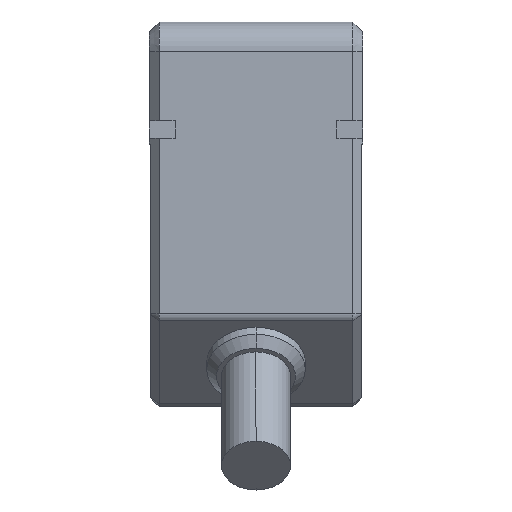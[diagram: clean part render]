
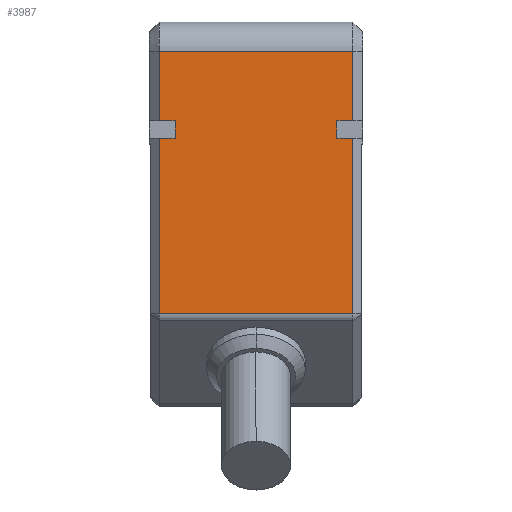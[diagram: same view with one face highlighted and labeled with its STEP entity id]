
A CAD part, front view. The second image highlights one B-rep face of the part: STEP entity #3987.
In plain terms, the highlighted planar face has unit normal (0, -1, 0).
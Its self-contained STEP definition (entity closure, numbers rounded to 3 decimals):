
#37 = EDGE_CURVE ( 'NONE', #7042, #547, #354, .T. ) ;
#139 = DIRECTION ( 'NONE',  ( 1., 0., 0. ) ) ;
#187 = DIRECTION ( 'NONE',  ( 0., 0., -1. ) ) ;
#222 = VERTEX_POINT ( 'NONE', #9698 ) ;
#354 = LINE ( 'NONE', #3646, #3190 ) ;
#421 = EDGE_CURVE ( 'NONE', #547, #8957, #5957, .T. ) ;
#547 = VERTEX_POINT ( 'NONE', #7484 ) ;
#650 = ORIENTED_EDGE ( 'NONE', *, *, #421, .F. ) ;
#891 = CARTESIAN_POINT ( 'NONE',  ( 4.1, -15.75, -5.9 ) ) ;
#1072 = CARTESIAN_POINT ( 'NONE',  ( 0., -15.75, -1.5 ) ) ;
#1146 = CARTESIAN_POINT ( 'NONE',  ( -4.9, -15.75, -5. ) ) ;
#1233 = CARTESIAN_POINT ( 'NONE',  ( -4.9, -15.75, -8.146 ) ) ;
#1308 = ORIENTED_EDGE ( 'NONE', *, *, #2611, .F. ) ;
#1345 = ORIENTED_EDGE ( 'NONE', *, *, #6554, .F. ) ;
#1489 = VECTOR ( 'NONE', #4358, 1000. ) ;
#1586 = EDGE_CURVE ( 'NONE', #4673, #9504, #9099, .T. ) ;
#1686 = DIRECTION ( 'NONE',  ( 0., 0., -1. ) ) ;
#1705 = CARTESIAN_POINT ( 'NONE',  ( 0., -15.75, -5. ) ) ;
#1861 = DIRECTION ( 'NONE',  ( 0., 0., -1. ) ) ;
#1931 = ORIENTED_EDGE ( 'NONE', *, *, #37, .F. ) ;
#2136 = ORIENTED_EDGE ( 'NONE', *, *, #6730, .F. ) ;
#2141 = CARTESIAN_POINT ( 'NONE',  ( 4.9, -15.75, -5. ) ) ;
#2278 = VERTEX_POINT ( 'NONE', #4213 ) ;
#2317 = CARTESIAN_POINT ( 'NONE',  ( -4.9, -15.75, -14.793 ) ) ;
#2611 = EDGE_CURVE ( 'NONE', #9909, #10268, #4239, .T. ) ;
#2711 = CARTESIAN_POINT ( 'NONE',  ( 0., -15.75, -14.793 ) ) ;
#3024 = CARTESIAN_POINT ( 'NONE',  ( 4.9, -15.75, -8.146 ) ) ;
#3190 = VECTOR ( 'NONE', #6933, 1000. ) ;
#3621 = VECTOR ( 'NONE', #7257, 1000. ) ;
#3646 = CARTESIAN_POINT ( 'NONE',  ( 0., -15.75, -5. ) ) ;
#3965 = CARTESIAN_POINT ( 'NONE',  ( 0., -15.75, -5.9 ) ) ;
#3987 = ADVANCED_FACE ( 'NONE', ( #6412 ), #9713, .F. ) ;
#4020 = LINE ( 'NONE', #7311, #8796 ) ;
#4213 = CARTESIAN_POINT ( 'NONE',  ( -4.9, -15.75, -14.793 ) ) ;
#4239 = LINE ( 'NONE', #7530, #8824 ) ;
#4291 = LINE ( 'NONE', #7579, #7925 ) ;
#4358 = DIRECTION ( 'NONE',  ( 1., 0., 0. ) ) ;
#4405 = CARTESIAN_POINT ( 'NONE',  ( -4.1, -15.75, -5.9 ) ) ;
#4412 = VERTEX_POINT ( 'NONE', #8996 ) ;
#4516 = DIRECTION ( 'NONE',  ( 0., 0., 1. ) ) ;
#4659 = VECTOR ( 'NONE', #1861, 1000. ) ;
#4673 = VERTEX_POINT ( 'NONE', #6171 ) ;
#4793 = ORIENTED_EDGE ( 'NONE', *, *, #1586, .F. ) ;
#4896 = CARTESIAN_POINT ( 'NONE',  ( 4.9, -15.75, -5.9 ) ) ;
#4983 = DIRECTION ( 'NONE',  ( -1., 0., 0. ) ) ;
#5397 = EDGE_CURVE ( 'NONE', #9504, #9836, #8630, .T. ) ;
#5602 = DIRECTION ( 'NONE',  ( 0., 1., 0. ) ) ;
#5783 = LINE ( 'NONE', #9084, #9137 ) ;
#5944 = EDGE_CURVE ( 'NONE', #10268, #4673, #4020, .T. ) ;
#5957 = LINE ( 'NONE', #9258, #4659 ) ;
#5965 = ORIENTED_EDGE ( 'NONE', *, *, #9044, .T. ) ;
#5996 = DIRECTION ( 'NONE',  ( -1., 0., 0. ) ) ;
#6171 = CARTESIAN_POINT ( 'NONE',  ( -4.1, -15.75, -5. ) ) ;
#6315 = DIRECTION ( 'NONE',  ( 0., 0., -1. ) ) ;
#6412 = FACE_OUTER_BOUND ( 'NONE', #10011, .T. ) ;
#6554 = EDGE_CURVE ( 'NONE', #4412, #2278, #10106, .T. ) ;
#6730 = EDGE_CURVE ( 'NONE', #222, #7042, #10420, .T. ) ;
#6883 = VERTEX_POINT ( 'NONE', #4896 ) ;
#6933 = DIRECTION ( 'NONE',  ( -1., 0., 0. ) ) ;
#6991 = ORIENTED_EDGE ( 'NONE', *, *, #9244, .F. ) ;
#7042 = VERTEX_POINT ( 'NONE', #2141 ) ;
#7257 = DIRECTION ( 'NONE',  ( 1., 0., 0. ) ) ;
#7311 = CARTESIAN_POINT ( 'NONE',  ( -4.1, -15.75, -8.146 ) ) ;
#7484 = CARTESIAN_POINT ( 'NONE',  ( 4.1, -15.75, -5. ) ) ;
#7530 = CARTESIAN_POINT ( 'NONE',  ( 0., -15.75, -5.9 ) ) ;
#7579 = CARTESIAN_POINT ( 'NONE',  ( -4.9, -15.75, -10.346 ) ) ;
#7704 = VECTOR ( 'NONE', #5996, 1000. ) ;
#7778 = ORIENTED_EDGE ( 'NONE', *, *, #5397, .F. ) ;
#7925 = VECTOR ( 'NONE', #187, 1000. ) ;
#8055 = VECTOR ( 'NONE', #6315, 1000. ) ;
#8472 = LINE ( 'NONE', #1072, #1489 ) ;
#8630 = LINE ( 'NONE', #1233, #9809 ) ;
#8698 = CARTESIAN_POINT ( 'NONE',  ( -4.9, -15.75, -5.9 ) ) ;
#8796 = VECTOR ( 'NONE', #10604, 1000. ) ;
#8824 = VECTOR ( 'NONE', #139, 1000. ) ;
#8881 = LINE ( 'NONE', #3965, #3621 ) ;
#8904 = DIRECTION ( 'NONE',  ( 0., 0., 1. ) ) ;
#8957 = VERTEX_POINT ( 'NONE', #891 ) ;
#8996 = CARTESIAN_POINT ( 'NONE',  ( 4.9, -15.75, -14.793 ) ) ;
#9044 = EDGE_CURVE ( 'NONE', #9909, #2278, #4291, .T. ) ;
#9074 = ORIENTED_EDGE ( 'NONE', *, *, #9316, .F. ) ;
#9084 = CARTESIAN_POINT ( 'NONE',  ( 4.9, -15.75, -10.346 ) ) ;
#9099 = LINE ( 'NONE', #1705, #10044 ) ;
#9137 = VECTOR ( 'NONE', #1686, 1000. ) ;
#9244 = EDGE_CURVE ( 'NONE', #8957, #6883, #8881, .T. ) ;
#9258 = CARTESIAN_POINT ( 'NONE',  ( 4.1, -15.75, -8.146 ) ) ;
#9316 = EDGE_CURVE ( 'NONE', #6883, #4412, #5783, .T. ) ;
#9397 = CARTESIAN_POINT ( 'NONE',  ( -4.9, -15.75, -1.5 ) ) ;
#9434 = ORIENTED_EDGE ( 'NONE', *, *, #5944, .F. ) ;
#9504 = VERTEX_POINT ( 'NONE', #1146 ) ;
#9593 = ORIENTED_EDGE ( 'NONE', *, *, #10243, .F. ) ;
#9634 = AXIS2_PLACEMENT_3D ( 'NONE', #2317, #5602, #8904 ) ;
#9698 = CARTESIAN_POINT ( 'NONE',  ( 4.9, -15.75, -1.5 ) ) ;
#9713 = PLANE ( 'NONE',  #9634 ) ;
#9809 = VECTOR ( 'NONE', #4516, 1000. ) ;
#9836 = VERTEX_POINT ( 'NONE', #9397 ) ;
#9909 = VERTEX_POINT ( 'NONE', #8698 ) ;
#10011 = EDGE_LOOP ( 'NONE', ( #9074, #6991, #650, #1931, #2136, #9593, #7778, #4793, #9434, #1308, #5965, #1345 ) ) ;
#10044 = VECTOR ( 'NONE', #4983, 1000. ) ;
#10106 = LINE ( 'NONE', #2711, #7704 ) ;
#10243 = EDGE_CURVE ( 'NONE', #9836, #222, #8472, .T. ) ;
#10268 = VERTEX_POINT ( 'NONE', #4405 ) ;
#10420 = LINE ( 'NONE', #3024, #8055 ) ;
#10604 = DIRECTION ( 'NONE',  ( 0., 0., 1. ) ) ;
